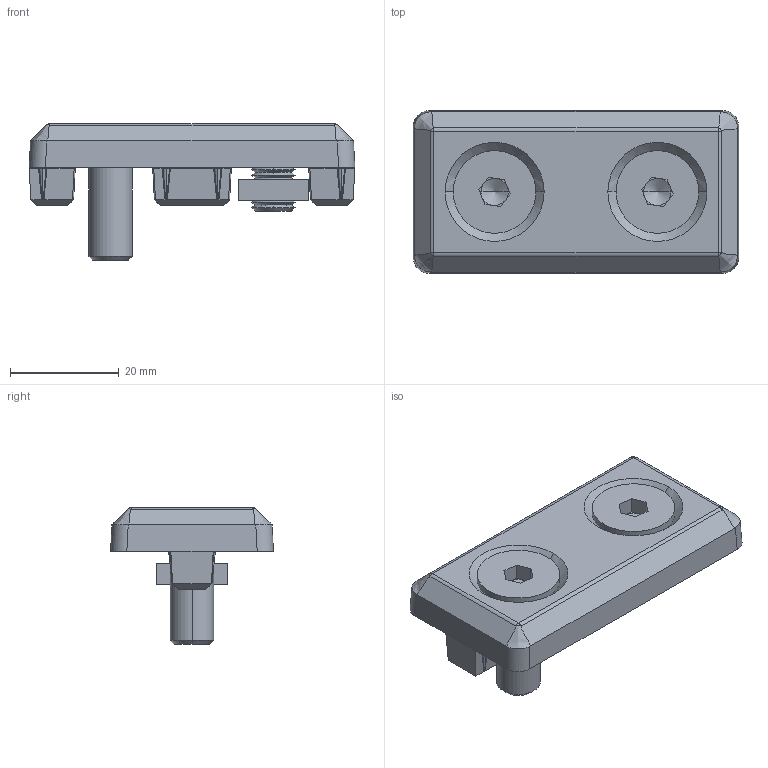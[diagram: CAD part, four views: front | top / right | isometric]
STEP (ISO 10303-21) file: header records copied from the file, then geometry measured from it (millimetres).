
FILE_DESCRIPTION (( 'STEP AP203' ), '1' );
FILE_NAME ('402535661_c_1.STEP', '2022-07-17T12:08:53', ( '' ), ( '' ), 'SwSTEP 2.0', 'SolidWorks 2014', '' );
FILE_SCHEMA (( 'CONFIG_CONTROL_DESIGN' ));
Length unit declared in the file: millimetre
Products named in the file (1): 402535661_c_1
Bounding box: 60 x 30 x 25.12 mm (x, y, z)
Volume: 13370.2 mm3; surface area: 9160.1 mm2
Topology: 4 solids, 4 shells, 567 faces, 1387 edges, 822 vertices
Faces by surface type: plane 218, cylinder 139, bspline 130, cone 80
Entity records: 19774 total; most frequent: CARTESIAN_POINT 7405, ORIENTED_EDGE 2726, DIRECTION 2355, EDGE_CURVE 1363, VERTEX_POINT 822, AXIS2_PLACEMENT_3D 804, LINE 747, VECTOR 747
